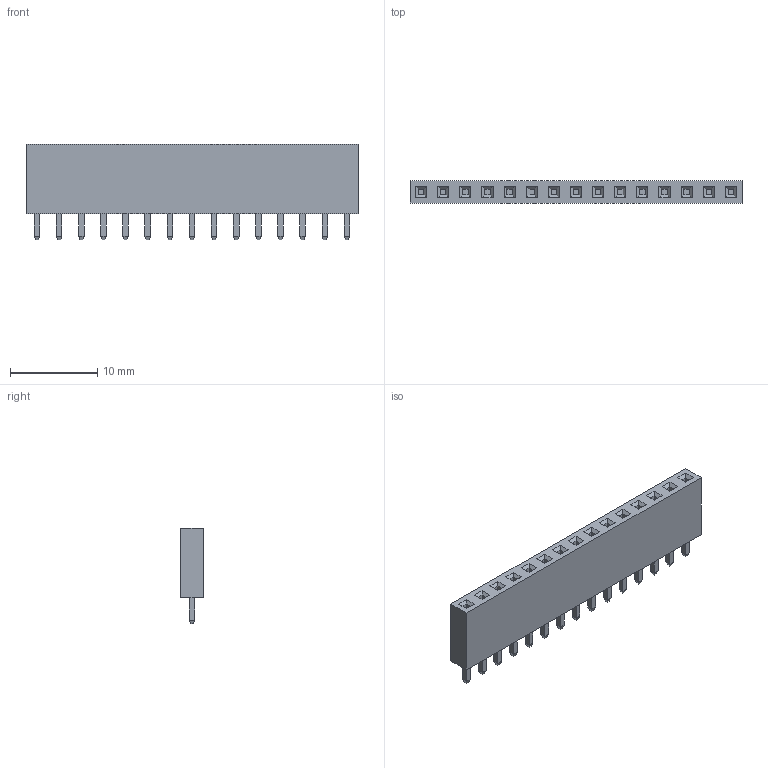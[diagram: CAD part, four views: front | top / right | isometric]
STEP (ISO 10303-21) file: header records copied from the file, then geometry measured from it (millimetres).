
FILE_DESCRIPTION(/* description */ (''),/* implementation_level */ '2;1');
FILE_NAME(/* name */ 'Female2.54MM1x15.step',/* time_stamp */ '2019-02-20T00:57:32+09:00',/* author */ ('EonAng'),/* organization */ (''),/* preprocessor_version */ 'ST-DEVELOPER v17.2',/* originating_system */ 'Autodesk Translation Framework v7.6.0.251',/* authorisation */ '');
FILE_SCHEMA (('AUTOMOTIVE_DESIGN { 1 0 10303 214 3 1 1 }'));
Length unit declared in the file: millimetre
Products named in the file (2): Female2.54MM1x15; Component1
Assembly tree (1 placements, depth 2):
  Female2.54MM1x15
    Component1
Bounding box: 38.1 x 2.54 x 11 mm (x, y, z)
Volume: 764.3 mm3; surface area: 1100.1 mm2
Topology: 1 solids, 1 shells, 276 faces, 612 edges, 368 vertices
Faces by surface type: plane 276
Entity records: 7638 total; most frequent: CARTESIAN_POINT 1259, ORIENTED_EDGE 1224, DIRECTION 1170, LINE 612, VECTOR 612, EDGE_CURVE 612, VERTEX_POINT 368, EDGE_LOOP 306
